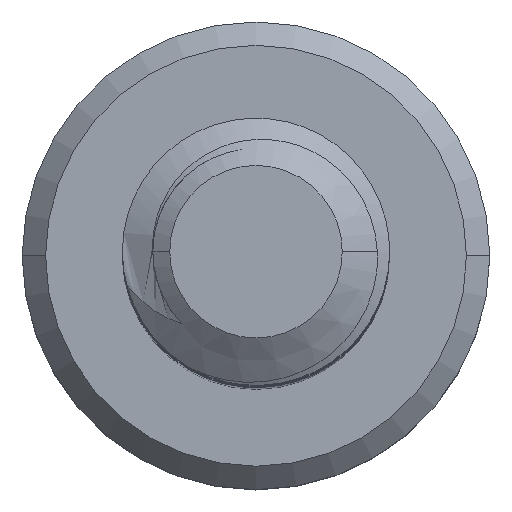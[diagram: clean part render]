
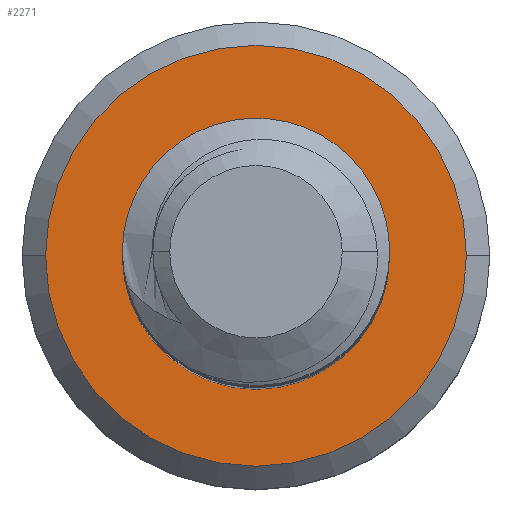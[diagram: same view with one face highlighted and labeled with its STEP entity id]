
A CAD part, top view. The second image highlights one B-rep face of the part: STEP entity #2271.
In plain terms, the highlighted planar face has unit normal (0, 0, 1).
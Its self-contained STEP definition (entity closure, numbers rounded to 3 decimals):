
#27 = DIRECTION ( 'NONE',  ( 0., 0., 1. ) ) ;
#110 = CARTESIAN_POINT ( 'NONE',  ( 0., 0., -35. ) ) ;
#405 = CARTESIAN_POINT ( 'NONE',  ( 3.15, 0., -35. ) ) ;
#748 = VERTEX_POINT ( 'NONE', #8528 ) ;
#772 = FACE_OUTER_BOUND ( 'NONE', #7531, .T. ) ;
#814 = VERTEX_POINT ( 'NONE', #5214 ) ;
#1161 = AXIS2_PLACEMENT_3D ( 'NONE', #5225, #8507, #1188 ) ;
#1188 = DIRECTION ( 'NONE',  ( -1., 0., 0. ) ) ;
#1326 = AXIS2_PLACEMENT_3D ( 'NONE', #2292, #7631, #2858 ) ;
#1642 = DIRECTION ( 'NONE',  ( 0., 0., 1. ) ) ;
#1903 = CIRCLE ( 'NONE', #1326, 2. ) ;
#2071 = EDGE_CURVE ( 'NONE', #748, #814, #1903, .T. ) ;
#2271 = ADVANCED_FACE ( 'NONE', ( #772, #2929 ), #5162, .F. ) ;
#2292 = CARTESIAN_POINT ( 'NONE',  ( 0., 0., -35. ) ) ;
#2858 = DIRECTION ( 'NONE',  ( 1., 0., 0. ) ) ;
#2929 = FACE_BOUND ( 'NONE', #6684, .T. ) ;
#2971 = DIRECTION ( 'NONE',  ( -1., 0., 0. ) ) ;
#2999 = ORIENTED_EDGE ( 'NONE', *, *, #6491, .T. ) ;
#3069 = VERTEX_POINT ( 'NONE', #5935 ) ;
#3130 = CIRCLE ( 'NONE', #5732, 3.15 ) ;
#3204 = ORIENTED_EDGE ( 'NONE', *, *, #3965, .F. ) ;
#3894 = AXIS2_PLACEMENT_3D ( 'NONE', #110, #27, #4681 ) ;
#3965 = EDGE_CURVE ( 'NONE', #814, #748, #5108, .T. ) ;
#4343 = DIRECTION ( 'NONE',  ( 0., 0., 1. ) ) ;
#4374 = VERTEX_POINT ( 'NONE', #405 ) ;
#4405 = CARTESIAN_POINT ( 'NONE',  ( 0., 0., -35. ) ) ;
#4681 = DIRECTION ( 'NONE',  ( -1., 0., 0. ) ) ;
#5108 = CIRCLE ( 'NONE', #7251, 2. ) ;
#5162 = PLANE ( 'NONE',  #1161 ) ;
#5214 = CARTESIAN_POINT ( 'NONE',  ( 2., 0., -35. ) ) ;
#5225 = CARTESIAN_POINT ( 'NONE',  ( 0., 0., -35. ) ) ;
#5531 = EDGE_CURVE ( 'NONE', #3069, #4374, #3130, .T. ) ;
#5570 = DIRECTION ( 'NONE',  ( 1., 0., 0. ) ) ;
#5732 = AXIS2_PLACEMENT_3D ( 'NONE', #4405, #4343, #2971 ) ;
#5935 = CARTESIAN_POINT ( 'NONE',  ( -3.15, 0., -35. ) ) ;
#6171 = CIRCLE ( 'NONE', #3894, 3.15 ) ;
#6491 = EDGE_CURVE ( 'NONE', #4374, #3069, #6171, .T. ) ;
#6684 = EDGE_LOOP ( 'NONE', ( #3204, #7212 ) ) ;
#6915 = CARTESIAN_POINT ( 'NONE',  ( 0., 0., -35. ) ) ;
#7212 = ORIENTED_EDGE ( 'NONE', *, *, #2071, .F. ) ;
#7251 = AXIS2_PLACEMENT_3D ( 'NONE', #6915, #1642, #5570 ) ;
#7531 = EDGE_LOOP ( 'NONE', ( #8092, #2999 ) ) ;
#7631 = DIRECTION ( 'NONE',  ( 0., 0., 1. ) ) ;
#8092 = ORIENTED_EDGE ( 'NONE', *, *, #5531, .T. ) ;
#8507 = DIRECTION ( 'NONE',  ( 0., 0., -1. ) ) ;
#8528 = CARTESIAN_POINT ( 'NONE',  ( -2., 0., -35. ) ) ;
